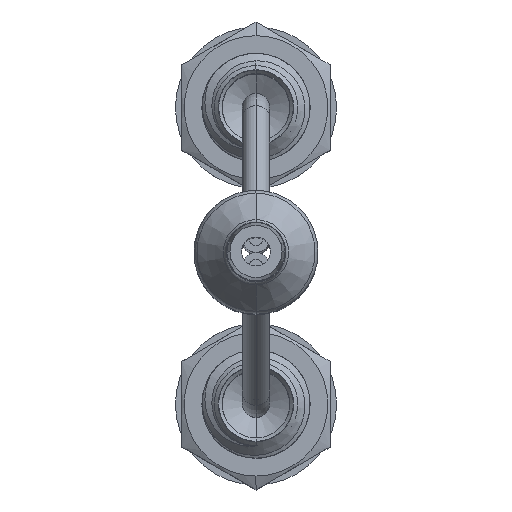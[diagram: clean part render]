
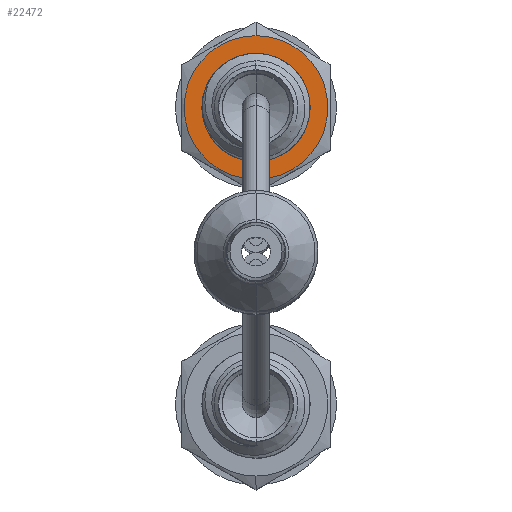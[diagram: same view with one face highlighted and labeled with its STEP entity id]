
A CAD part, top view. The second image highlights one B-rep face of the part: STEP entity #22472.
In plain terms, the highlighted face is planar.
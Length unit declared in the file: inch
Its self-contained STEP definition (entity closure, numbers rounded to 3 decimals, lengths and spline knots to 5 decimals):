
#21649=CARTESIAN_POINT('',(0.,0.09449,0.));
#21650=DIRECTION('',(0.,1.,0.));
#21651=DIRECTION('',(0.,0.,-1.));
#21652=AXIS2_PLACEMENT_3D('',#21649,#21650,#21651);
#21654=CARTESIAN_POINT('',(0.,0.09449,0.));
#21655=DIRECTION('',(0.,1.,0.));
#21656=DIRECTION('',(0.,0.,1.));
#21657=AXIS2_PLACEMENT_3D('',#21654,#21655,#21656);
#21663=CARTESIAN_POINT('',(0.,0.09449,0.));
#21664=DIRECTION('',(0.,-1.,0.));
#21665=DIRECTION('',(0.,0.,1.));
#21666=AXIS2_PLACEMENT_3D('',#21663,#21664,#21665);
#21686=CARTESIAN_POINT('',(0.,0.09449,0.));
#21687=DIRECTION('',(0.,-1.,0.));
#21688=DIRECTION('',(0.,0.,-1.));
#21689=AXIS2_PLACEMENT_3D('',#21686,#21687,#21688);
#22287=CARTESIAN_POINT('',(0.,0.09449,0.10501));
#22288=CARTESIAN_POINT('',(0.,0.09449,-0.10501));
#22289=VERTEX_POINT('',#22287);
#22290=VERTEX_POINT('',#22288);
#22311=CARTESIAN_POINT('',(0.,0.09449,0.05071));
#22312=CARTESIAN_POINT('',(0.,0.09449,-0.05071));
#22313=VERTEX_POINT('',#22311);
#22314=VERTEX_POINT('',#22312);
#22457=CARTESIAN_POINT('',(0.04921,0.09449,0.));
#22458=DIRECTION('',(0.,1.,0.));
#22459=DIRECTION('',(0.,0.,1.));
#22460=AXIS2_PLACEMENT_3D('',#22457,#22458,#22459);
#22461=PLANE('',#22460);
#22462=ORIENTED_EDGE('',*,*,#22444,.F.);
#22463=ORIENTED_EDGE('',*,*,#22434,.F.);
#22464=EDGE_LOOP('',(#22462,#22463));
#22465=FACE_OUTER_BOUND('',#22464,.F.);
#22467=ORIENTED_EDGE('',*,*,#22466,.F.);
#22469=ORIENTED_EDGE('',*,*,#22468,.F.);
#22470=EDGE_LOOP('',(#22467,#22469));
#22471=FACE_BOUND('',#22470,.F.);
#22472=ADVANCED_FACE('',(#22465,#22471),#22461,.T.);
#21653=CIRCLE('',#21652,0.10501);
#21658=CIRCLE('',#21657,0.10501);
#21667=CIRCLE('',#21666,0.05071);
#21690=CIRCLE('',#21689,0.05071);
#22434=EDGE_CURVE('',#22290,#22289,#21653,.T.);
#22444=EDGE_CURVE('',#22289,#22290,#21658,.T.);
#22466=EDGE_CURVE('',#22313,#22314,#21667,.T.);
#22468=EDGE_CURVE('',#22314,#22313,#21690,.T.);
